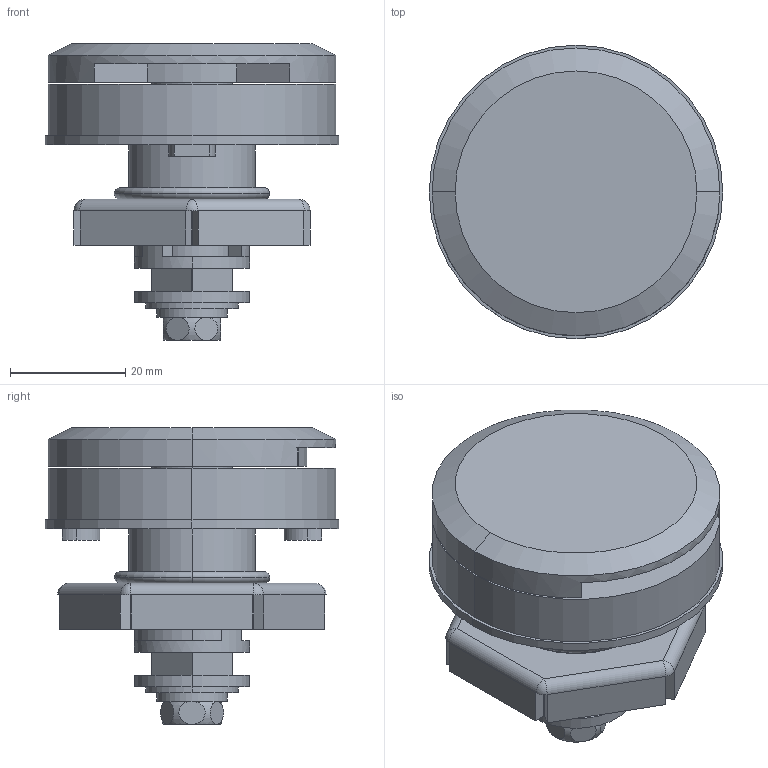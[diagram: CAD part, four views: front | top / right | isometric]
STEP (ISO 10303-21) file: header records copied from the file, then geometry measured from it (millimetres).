
FILE_DESCRIPTION (( 'STEP AP203' ), '1' );
FILE_NAME ('sone3D.STEP', '2013-12-09T06:17:31', ( '' ), ( '' ), 'SwSTEP 2.0', 'SolidWorks 2012', '' );
FILE_SCHEMA (( 'CONFIG_CONTROL_DESIGN' ));
Length unit declared in the file: millimetre
Products named in the file (11): sone3D; スプリングワッシャーM6_JIS B 1251 No.2 6; 廫帤寠晅偒榋妏儃儖僩M6_M6亊16; A-1172-2平座金_; A-1172-2僗儁乕僒乕_; A-1172-2僗僩僢僷乕_; A-1172-2絞りナット_; A-1172-2儕儞僌儚僢僔儍乕_; A-1172-2パッキン_; A-1172-2本体_; A-1172-2受座_
Assembly tree (10 placements, depth 2):
  sone3D
    A-1172-2受座_
    A-1172-2本体_
    A-1172-2パッキン_
    A-1172-2儕儞僌儚僢僔儍乕_
    A-1172-2絞りナット_
    A-1172-2僗僩僢僷乕_
    A-1172-2僗儁乕僒乕_
    A-1172-2平座金_
    廫帤寠晅偒榋妏儃儖僩M6_M6亊16
    スプリングワッシャーM6_JIS B 1251 No.2 6
Bounding box: 51 x 51 x 51.5 mm (x, y, z)
Volume: 38497.4 mm3; surface area: 27227.9 mm2
Topology: 10 solids, 10 shells, 221 faces, 521 edges, 329 vertices
Faces by surface type: plane 123, cylinder 72, torus 12, cone 8, sphere 6
Entity records: 7868 total; most frequent: CARTESIAN_POINT 1476, DIRECTION 1161, ORIENTED_EDGE 1030, EDGE_CURVE 515, AXIS2_PLACEMENT_3D 428, VERTEX_POINT 327, VECTOR 305, LINE 305
